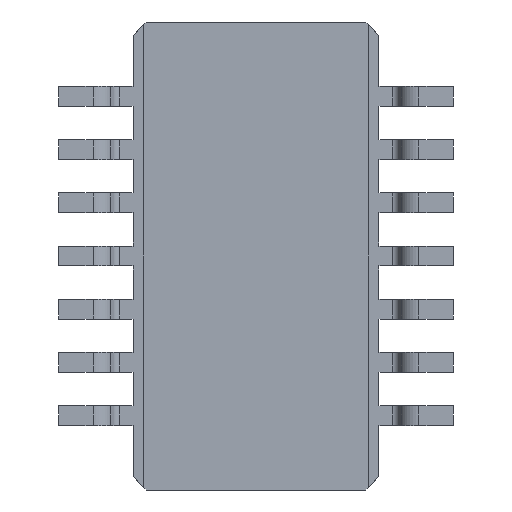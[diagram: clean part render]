
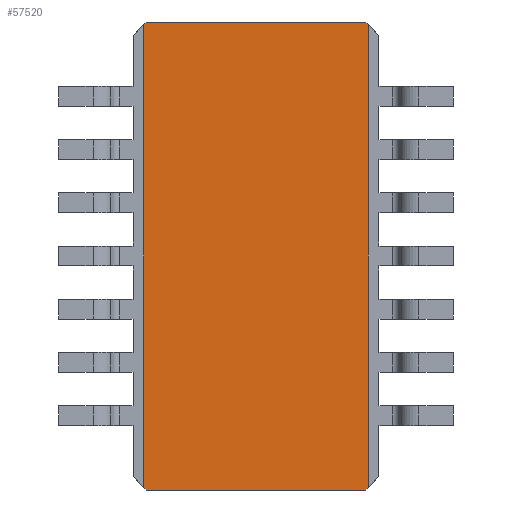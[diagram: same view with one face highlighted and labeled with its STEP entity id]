
A CAD part, front view. The second image highlights one B-rep face of the part: STEP entity #57520.
In plain terms, the highlighted planar face has unit normal (0, -1, 0).
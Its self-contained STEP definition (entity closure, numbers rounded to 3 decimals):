
#60=CARTESIAN_POINT('',(-0.03,-0.6,0.));
#70=DIRECTION('',(0.707,0.,0.707));
#80=VECTOR('',#70,1.);
#90=LINE('',#60,#80);
#100=CARTESIAN_POINT('',(-0.03,-0.6,0.));
#110=VERTEX_POINT('',#100);
#120=CARTESIAN_POINT('',(-0.01,-0.6,0.02));
#130=VERTEX_POINT('',#120);
#140=EDGE_CURVE('',#110,#130,#90,.T.);
#2840=CARTESIAN_POINT('',(-1.68,-0.6,3.52));
#2850=VERTEX_POINT('',#2840);
#2880=CARTESIAN_POINT('',(0.,-0.6,5.2));
#2890=DIRECTION('',(0.707,0.,0.707));
#2900=VECTOR('',#2890,1.);
#2910=LINE('',#2880,#2900);
#2920=CARTESIAN_POINT('',(-1.7,-0.6,3.5));
#2930=VERTEX_POINT('',#2920);
#2940=EDGE_CURVE('',#2930,#2850,#2910,.T.);
#20080=CARTESIAN_POINT('',(-0.01,-0.6,3.5))
;
#20090=VERTEX_POINT('',#20080);
#20190=CARTESIAN_POINT('',(-0.01,-0.6,0.));
#20200=DIRECTION('',(0.,0.,1.));
#20210=VECTOR('',#20200,1.);
#20220=LINE('',#20190,#20210);
#20230=EDGE_CURVE('',#130,#20090,#20220,.T.);
#22720=CARTESIAN_POINT('',(-1.68,-0.6,0.));
#22730=VERTEX_POINT('',#22720);
#22760=CARTESIAN_POINT('',(0.,-0.6,0.));
#22770=DIRECTION('',(1.,0.,0.));
#22780=VECTOR('',#22770,1.);
#22790=LINE('',#22760,#22780);
#22800=EDGE_CURVE('',#22730,#110,#22790,.T.);
#31110=CARTESIAN_POINT('',(-1.7,-0.6,0.02));
#31120=VERTEX_POINT('',#31110);
#31150=CARTESIAN_POINT('',(0.,-0.6,-1.68));
#31160=DIRECTION('',(-0.707,0.,0.707));
#31170=VECTOR('',#31160,1.);
#31180=LINE('',#31150,#31170);
#31190=EDGE_CURVE('',#22730,#31120,#31180,.T.);
#45450=CARTESIAN_POINT('',(0.,-0.6,3.52));
#45460=DIRECTION('',(-1.,0.,0.));
#45470=VECTOR('',#45460,1.);
#45480=LINE('',#45450,#45470);
#45490=CARTESIAN_POINT('',(-0.03,-0.6,3.52));
#45500=VERTEX_POINT('',#45490);
#45510=EDGE_CURVE('',#45500,#2850,#45480,.T.);
#57270=CARTESIAN_POINT('',(-0.855,-0.6,-4.));
#57280=DIRECTION('',(0.,-1.,0.));
#57290=DIRECTION('',(-1.,0.,0.));
#57300=AXIS2_PLACEMENT_3D('',#57270,#57280,#57290);
#57310=PLANE('',#57300);
#57320=ORIENTED_EDGE('',*,*,#2940,.F.);
#57330=ORIENTED_EDGE('',*,*,#45510,.T.);
#57340=CARTESIAN_POINT('',(0.,-0.6,3.49));
#57350=DIRECTION('',(-0.707,0.,0.707));
#57360=VECTOR('',#57350,1.);
#57370=LINE('',#57340,#57360);
#57380=EDGE_CURVE('',#20090,#45500,#57370,.T.);
#57390=ORIENTED_EDGE('',*,*,#57380,.T.);
#57400=ORIENTED_EDGE('',*,*,#20230,.T.);
#57410=ORIENTED_EDGE('',*,*,#140,.T.);
#57420=ORIENTED_EDGE('',*,*,#22800,.T.);
#57430=ORIENTED_EDGE('',*,*,#31190,.F.);
#57440=CARTESIAN_POINT('',(-1.7,-0.6,-0.8));
#57450=DIRECTION('',(0.,0.,1.));
#57460=VECTOR('',#57450,1.);
#57470=LINE('',#57440,#57460);
#57480=EDGE_CURVE('',#31120,#2930,#57470,.T.);
#57490=ORIENTED_EDGE('',*,*,#57480,.F.);
#57500=EDGE_LOOP('',(#57490,#57430,#57420,#57410,#57400,#57390,#57330,
#57320));
#57510=FACE_OUTER_BOUND('',#57500,.T.);
#57520=ADVANCED_FACE('',(#57510),#57310,.T.);
